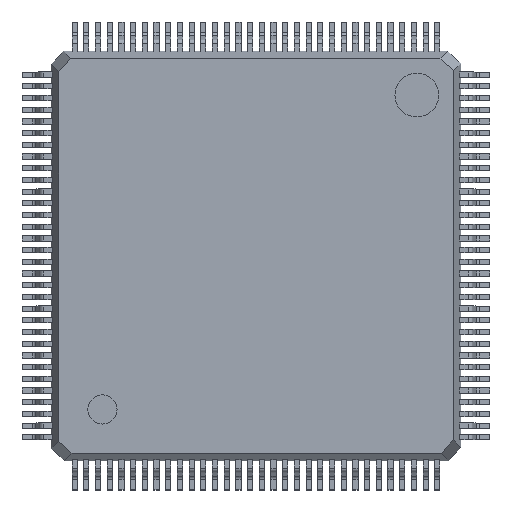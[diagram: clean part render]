
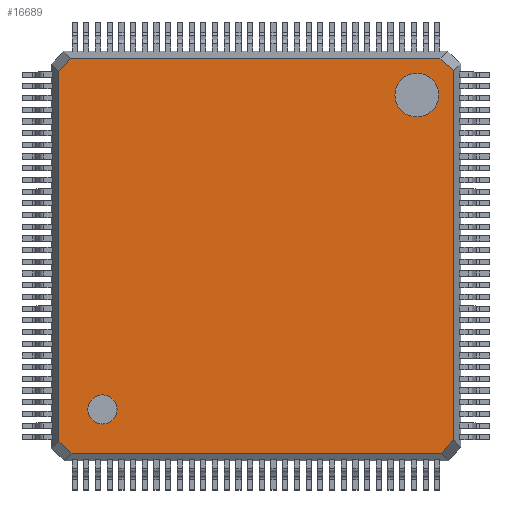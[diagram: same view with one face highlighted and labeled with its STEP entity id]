
A CAD part, top view. The second image highlights one B-rep face of the part: STEP entity #16689.
In plain terms, the highlighted planar face has unit normal (0, 0, 1).
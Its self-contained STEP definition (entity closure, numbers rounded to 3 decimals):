
#513 = DIRECTION ( 'NONE',  ( 0., 0., 1. ) ) ;
#915 = CARTESIAN_POINT ( 'NONE',  ( -5.25, -5.25, 1.65 ) ) ;
#1106 = VERTEX_POINT ( 'NONE', #35103 ) ;
#1141 = CARTESIAN_POINT ( 'NONE',  ( -6.333, 6.75, 1.65 ) ) ;
#1516 = CARTESIAN_POINT ( 'NONE',  ( -6.75, 6.29, 1.65 ) ) ;
#1719 = VERTEX_POINT ( 'NONE', #19851 ) ;
#2227 = LINE ( 'NONE', #32530, #16859 ) ;
#3876 = CIRCLE ( 'NONE', #10927, 0.5 ) ;
#4240 = DIRECTION ( 'NONE',  ( 0., 0., 1. ) ) ;
#4545 = VERTEX_POINT ( 'NONE', #42606 ) ;
#4612 = DIRECTION ( 'NONE',  ( 1., 0., 0. ) ) ;
#4696 = CIRCLE ( 'NONE', #11735, 0.75 ) ;
#6213 = DIRECTION ( 'NONE',  ( 1., 0., 0. ) ) ;
#6516 = AXIS2_PLACEMENT_3D ( 'NONE', #17340, #42137, #4612 ) ;
#7173 = EDGE_CURVE ( 'NONE', #1719, #4545, #40933, .T. ) ;
#7564 = DIRECTION ( 'NONE',  ( -0.741, 0.672, 0. ) ) ;
#7819 = VECTOR ( 'NONE', #15862, 1000. ) ;
#7863 = LINE ( 'NONE', #33490, #7819 ) ;
#8554 = EDGE_CURVE ( 'NONE', #29846, #18632, #40259, .T. ) ;
#9255 = VECTOR ( 'NONE', #27746, 1000. ) ;
#10359 = DIRECTION ( 'NONE',  ( 0.672, 0.741, 0. ) ) ;
#10475 = EDGE_CURVE ( 'NONE', #51647, #1106, #41847, .T. ) ;
#10557 = CARTESIAN_POINT ( 'NONE',  ( -6.29, -6.75, 1.65 ) ) ;
#10826 = DIRECTION ( 'NONE',  ( -0.672, -0.741, 0. ) ) ;
#10927 = AXIS2_PLACEMENT_3D ( 'NONE', #915, #4240, #25472 ) ;
#10937 = CARTESIAN_POINT ( 'NONE',  ( -6.198, -6.833, 1.65 ) ) ;
#11058 = DIRECTION ( 'NONE',  ( 0., 1., 0. ) ) ;
#11735 = AXIS2_PLACEMENT_3D ( 'NONE', #38300, #513, #52073 ) ;
#12271 = EDGE_CURVE ( 'NONE', #34245, #29846, #52771, .T. ) ;
#12805 = CARTESIAN_POINT ( 'NONE',  ( 6.198, 6.833, 1.65 ) ) ;
#15450 = DIRECTION ( 'NONE',  ( 0., -1., 0. ) ) ;
#15862 = DIRECTION ( 'NONE',  ( -1., 0., 0. ) ) ;
#16524 = FACE_BOUND ( 'NONE', #32551, .T. ) ;
#16673 = DIRECTION ( 'NONE',  ( 1., 0., 0. ) ) ;
#16689 = ADVANCED_FACE ( 'NONE', ( #16524, #33322, #27082 ), #43909, .T. ) ;
#16749 = CARTESIAN_POINT ( 'NONE',  ( 4.75, 5.5, 1.65 ) ) ;
#16789 = DIRECTION ( 'NONE',  ( 1., 0., 0. ) ) ;
#16859 = VECTOR ( 'NONE', #11058, 1000. ) ;
#17146 = CARTESIAN_POINT ( 'NONE',  ( 6.25, 5.5, 1.65 ) ) ;
#17340 = CARTESIAN_POINT ( 'NONE',  ( -5.25, -5.25, 1.65 ) ) ;
#17872 = CARTESIAN_POINT ( 'NONE',  ( 0., 0., 1.65 ) ) ;
#17921 = EDGE_LOOP ( 'NONE', ( #48250, #33419 ) ) ;
#18557 = EDGE_CURVE ( 'NONE', #1106, #21962, #48139, .T. ) ;
#18632 = VERTEX_POINT ( 'NONE', #31828 ) ;
#18689 = EDGE_CURVE ( 'NONE', #45772, #19823, #24183, .T. ) ;
#18995 = ORIENTED_EDGE ( 'NONE', *, *, #12271, .T. ) ;
#19823 = VERTEX_POINT ( 'NONE', #17146 ) ;
#19851 = CARTESIAN_POINT ( 'NONE',  ( 6.75, 6.333, 1.65 ) ) ;
#19990 = ORIENTED_EDGE ( 'NONE', *, *, #25168, .T. ) ;
#20170 = CARTESIAN_POINT ( 'NONE',  ( -5.75, -5.25, 1.65 ) ) ;
#21621 = CARTESIAN_POINT ( 'NONE',  ( 5.5, 5.5, 1.65 ) ) ;
#21962 = VERTEX_POINT ( 'NONE', #40129 ) ;
#24183 = CIRCLE ( 'NONE', #51501, 0.75 ) ;
#25168 = EDGE_CURVE ( 'NONE', #4545, #34245, #7863, .T. ) ;
#25472 = DIRECTION ( 'NONE',  ( 1., 0., 0. ) ) ;
#26774 = VECTOR ( 'NONE', #10826, 1000. ) ;
#27082 = FACE_OUTER_BOUND ( 'NONE', #34992, .T. ) ;
#27631 = CARTESIAN_POINT ( 'NONE',  ( -6.833, 6.198, 1.65 ) ) ;
#27746 = DIRECTION ( 'NONE',  ( 0.741, -0.672, 0. ) ) ;
#28437 = EDGE_CURVE ( 'NONE', #18632, #51647, #48714, .T. ) ;
#29846 = VERTEX_POINT ( 'NONE', #1516 ) ;
#30070 = ORIENTED_EDGE ( 'NONE', *, *, #7173, .T. ) ;
#30702 = VECTOR ( 'NONE', #6213, 1000. ) ;
#31081 = ORIENTED_EDGE ( 'NONE', *, *, #10475, .T. ) ;
#31298 = CARTESIAN_POINT ( 'NONE',  ( 6.833, -6.198, 1.65 ) ) ;
#31828 = CARTESIAN_POINT ( 'NONE',  ( -6.75, -6.333, 1.65 ) ) ;
#32530 = CARTESIAN_POINT ( 'NONE',  ( 6.75, -6.75, 1.65 ) ) ;
#32551 = EDGE_LOOP ( 'NONE', ( #44252, #36804 ) ) ;
#32944 = VECTOR ( 'NONE', #10359, 1000. ) ;
#33322 = FACE_BOUND ( 'NONE', #17921, .T. ) ;
#33419 = ORIENTED_EDGE ( 'NONE', *, *, #38730, .F. ) ;
#33490 = CARTESIAN_POINT ( 'NONE',  ( 6.75, 6.75, 1.65 ) ) ;
#34245 = VERTEX_POINT ( 'NONE', #1141 ) ;
#34381 = EDGE_CURVE ( 'NONE', #21962, #1719, #2227, .T. ) ;
#34992 = EDGE_LOOP ( 'NONE', ( #48060, #30070, #19990, #18995, #35971, #48377, #31081, #52225 ) ) ;
#35103 = CARTESIAN_POINT ( 'NONE',  ( 6.333, -6.75, 1.65 ) ) ;
#35971 = ORIENTED_EDGE ( 'NONE', *, *, #8554, .T. ) ;
#36368 = VECTOR ( 'NONE', #15450, 1000. ) ;
#36804 = ORIENTED_EDGE ( 'NONE', *, *, #18689, .F. ) ;
#37227 = EDGE_CURVE ( 'NONE', #52659, #50607, #49723, .T. ) ;
#38164 = DIRECTION ( 'NONE',  ( 0., 0., 1. ) ) ;
#38300 = CARTESIAN_POINT ( 'NONE',  ( 5.5, 5.5, 1.65 ) ) ;
#38730 = EDGE_CURVE ( 'NONE', #50607, #52659, #3876, .T. ) ;
#40129 = CARTESIAN_POINT ( 'NONE',  ( 6.75, -6.29, 1.65 ) ) ;
#40259 = LINE ( 'NONE', #53771, #36368 ) ;
#40933 = LINE ( 'NONE', #12805, #52241 ) ;
#41847 = LINE ( 'NONE', #47339, #30702 ) ;
#42137 = DIRECTION ( 'NONE',  ( 0., 0., 1. ) ) ;
#42606 = CARTESIAN_POINT ( 'NONE',  ( 6.29, 6.75, 1.65 ) ) ;
#43909 = PLANE ( 'NONE',  #52195 ) ;
#44252 = ORIENTED_EDGE ( 'NONE', *, *, #51268, .F. ) ;
#45772 = VERTEX_POINT ( 'NONE', #16749 ) ;
#47339 = CARTESIAN_POINT ( 'NONE',  ( -6.75, -6.75, 1.65 ) ) ;
#48060 = ORIENTED_EDGE ( 'NONE', *, *, #34381, .T. ) ;
#48139 = LINE ( 'NONE', #31298, #32944 ) ;
#48250 = ORIENTED_EDGE ( 'NONE', *, *, #37227, .F. ) ;
#48377 = ORIENTED_EDGE ( 'NONE', *, *, #28437, .T. ) ;
#48714 = LINE ( 'NONE', #10937, #9255 ) ;
#49286 = CARTESIAN_POINT ( 'NONE',  ( -4.75, -5.25, 1.65 ) ) ;
#49723 = CIRCLE ( 'NONE', #6516, 0.5 ) ;
#50607 = VERTEX_POINT ( 'NONE', #20170 ) ;
#50992 = DIRECTION ( 'NONE',  ( 0., 0., 1. ) ) ;
#51268 = EDGE_CURVE ( 'NONE', #19823, #45772, #4696, .T. ) ;
#51501 = AXIS2_PLACEMENT_3D ( 'NONE', #21621, #38164, #16673 ) ;
#51647 = VERTEX_POINT ( 'NONE', #10557 ) ;
#52073 = DIRECTION ( 'NONE',  ( 1., 0., 0. ) ) ;
#52195 = AXIS2_PLACEMENT_3D ( 'NONE', #17872, #50992, #16789 ) ;
#52225 = ORIENTED_EDGE ( 'NONE', *, *, #18557, .T. ) ;
#52241 = VECTOR ( 'NONE', #7564, 1000. ) ;
#52659 = VERTEX_POINT ( 'NONE', #49286 ) ;
#52771 = LINE ( 'NONE', #27631, #26774 ) ;
#53771 = CARTESIAN_POINT ( 'NONE',  ( -6.75, 6.75, 1.65 ) ) ;
